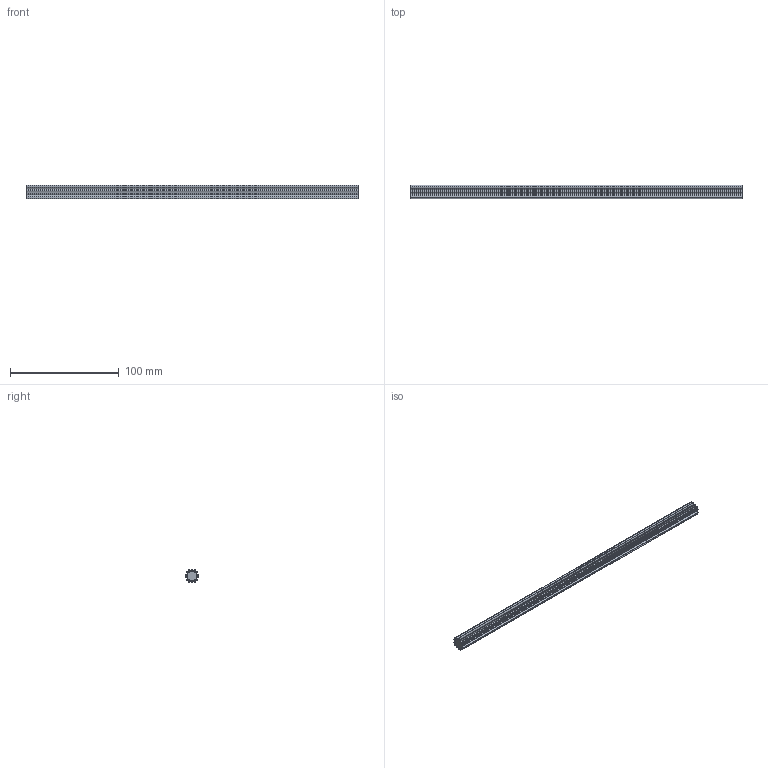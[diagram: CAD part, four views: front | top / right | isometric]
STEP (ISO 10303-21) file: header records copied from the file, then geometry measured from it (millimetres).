
FILE_DESCRIPTION (( 'STEP AP203' ), '1' );
FILE_NAME ('gs-20-32-14-4140.STEP', '2021-08-11T20:56:09', ( '' ), ( '' ), 'SwSTEP 2.0', 'SolidWorks 2021', '' );
FILE_SCHEMA (( 'CONFIG_CONTROL_DESIGN' ));
Length unit declared in the file: inch
Products named in the file (1): gs-20-32-14-4140
Bounding box: 304.8 x 12.45 x 12.7 mm (x, y, z)
Volume: 27935.5 mm3; surface area: 21846.9 mm2
Topology: 1 solids, 1 shells, 61 faces, 177 edges, 118 vertices
Faces by surface type: cylinder 59, plane 2
Entity records: 2168 total; most frequent: DIRECTION 419, CARTESIAN_POINT 357, ORIENTED_EDGE 354, AXIS2_PLACEMENT_3D 180, EDGE_CURVE 177, CIRCLE 118, VERTEX_POINT 118, EDGE_LOOP 61
